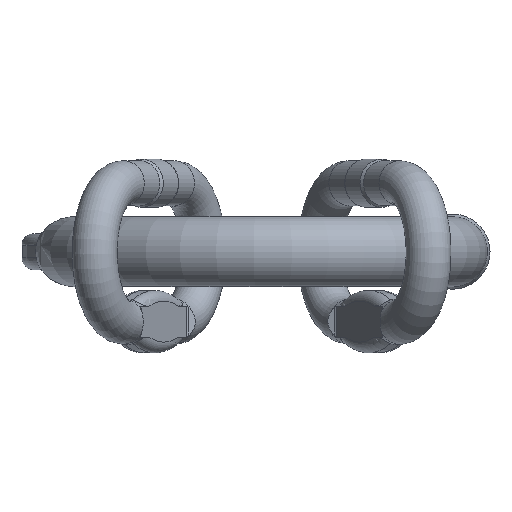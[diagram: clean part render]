
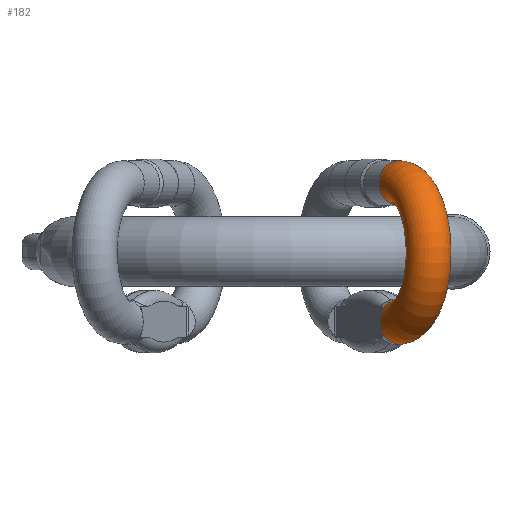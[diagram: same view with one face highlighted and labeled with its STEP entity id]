
A CAD part, front view. The second image highlights one B-rep face of the part: STEP entity #182.
In plain terms, the highlighted toroidal (fillet/blend) face has major radius 55.5 mm and minor radius 18 mm.
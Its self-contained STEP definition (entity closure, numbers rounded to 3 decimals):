
#99=TOROIDAL_SURFACE('',#1609,55.5,18.);
#124=FACE_BOUND('',#388,.T.);
#125=FACE_BOUND('',#389,.T.);
#182=ADVANCED_FACE('',(#124,#125),#99,.T.);
#388=EDGE_LOOP('',(#823));
#389=EDGE_LOOP('',(#824,#825,#826,#827,#828,#829));
#576=CIRCLE('',#1591,18.);
#580=CIRCLE('',#1605,18.);
#581=CIRCLE('',#1608,18.);
#823=ORIENTED_EDGE('',*,*,#1341,.T.);
#824=ORIENTED_EDGE('',*,*,#1300,.F.);
#825=ORIENTED_EDGE('',*,*,#1342,.T.);
#826=ORIENTED_EDGE('',*,*,#1343,.T.);
#827=ORIENTED_EDGE('',*,*,#1337,.F.);
#828=ORIENTED_EDGE('',*,*,#1344,.T.);
#829=ORIENTED_EDGE('',*,*,#1345,.T.);
#1118=VERTEX_POINT('',#2516);
#1119=VERTEX_POINT('',#2518);
#1153=VERTEX_POINT('',#2755);
#1154=VERTEX_POINT('',#2757);
#1157=VERTEX_POINT('',#2774);
#1158=VERTEX_POINT('',#2779);
#1159=VERTEX_POINT('',#2788);
#1300=EDGE_CURVE('',#1118,#1119,#576,.T.);
#1337=EDGE_CURVE('',#1153,#1154,#580,.T.);
#1341=EDGE_CURVE('',#1157,#1157,#581,.T.);
#1342=EDGE_CURVE('',#1118,#1158,#1496,.T.);
#1343=EDGE_CURVE('',#1158,#1154,#1497,.T.);
#1344=EDGE_CURVE('',#1153,#1159,#1498,.T.);
#1345=EDGE_CURVE('',#1159,#1119,#1499,.T.);
#1496=B_SPLINE_CURVE_WITH_KNOTS('',3,(#2775,#2776,#2777,#2778),.UNSPECIFIED.,
.F.,.F.,(4,4),(0.,1.),.UNSPECIFIED.);
#1497=B_SPLINE_CURVE_WITH_KNOTS('',3,(#2780,#2781,#2782,#2783),.UNSPECIFIED.,
.F.,.F.,(4,4),(0.,1.),.UNSPECIFIED.);
#1498=B_SPLINE_CURVE_WITH_KNOTS('',3,(#2784,#2785,#2786,#2787),.UNSPECIFIED.,
.F.,.F.,(4,4),(0.,1.),.UNSPECIFIED.);
#1499=B_SPLINE_CURVE_WITH_KNOTS('',3,(#2789,#2790,#2791,#2792),.UNSPECIFIED.,
.F.,.F.,(4,4),(0.,1.),.UNSPECIFIED.);
#1591=AXIS2_PLACEMENT_3D('',#2517,#1839,#1840);
#1605=AXIS2_PLACEMENT_3D('',#2756,#1873,#1874);
#1608=AXIS2_PLACEMENT_3D('',#2773,#1880,#1881);
#1609=AXIS2_PLACEMENT_3D('',#2793,#1882,#1883);
#1839=DIRECTION('',(-0.423,0.906,0.));
#1840=DIRECTION('',(0.906,0.423,0.));
#1873=DIRECTION('',(-0.423,0.906,0.));
#1874=DIRECTION('',(0.906,0.423,0.));
#1880=DIRECTION('',(0.423,-0.906,0.));
#1881=DIRECTION('',(0.906,0.423,0.));
#1882=DIRECTION('',(0.906,0.423,0.));
#1883=DIRECTION('',(0.,0.,1.));
#2516=CARTESIAN_POINT('',(124.906,-275.786,-64.321));
#2517=CARTESIAN_POINT('',(110.405,-282.548,-56.075));
#2518=CARTESIAN_POINT('',(95.904,-289.31,-64.321));
#2755=CARTESIAN_POINT('',(95.904,-289.31,-47.829));
#2756=CARTESIAN_POINT('',(110.405,-282.548,-56.075));
#2757=CARTESIAN_POINT('',(124.906,-275.786,-47.829));
#2773=CARTESIAN_POINT('',(110.405,-282.548,54.925));
#2774=CARTESIAN_POINT('',(126.719,-274.941,54.925));
#2775=CARTESIAN_POINT('',(124.906,-275.786,-64.321));
#2776=CARTESIAN_POINT('',(126.56,-276.388,-61.907));
#2777=CARTESIAN_POINT('',(127.564,-276.754,-59.033));
#2778=CARTESIAN_POINT('',(127.564,-276.754,-56.039));
#2779=CARTESIAN_POINT('',(127.564,-276.754,-56.039));
#2780=CARTESIAN_POINT('',(127.564,-276.754,-56.039));
#2781=CARTESIAN_POINT('',(127.564,-276.754,-53.066));
#2782=CARTESIAN_POINT('',(126.548,-276.384,-50.225));
#2783=CARTESIAN_POINT('',(124.906,-275.786,-47.829));
#2784=CARTESIAN_POINT('',(95.904,-289.31,-47.829));
#2785=CARTESIAN_POINT('',(95.307,-290.951,-50.224));
#2786=CARTESIAN_POINT('',(94.937,-291.968,-53.067));
#2787=CARTESIAN_POINT('',(94.937,-291.968,-56.039));
#2788=CARTESIAN_POINT('',(94.937,-291.968,-56.039));
#2789=CARTESIAN_POINT('',(94.937,-291.968,-56.039));
#2790=CARTESIAN_POINT('',(94.937,-291.968,-59.034));
#2791=CARTESIAN_POINT('',(95.302,-290.965,-61.906));
#2792=CARTESIAN_POINT('',(95.904,-289.31,-64.321));
#2793=CARTESIAN_POINT('',(110.405,-282.548,-0.575));
